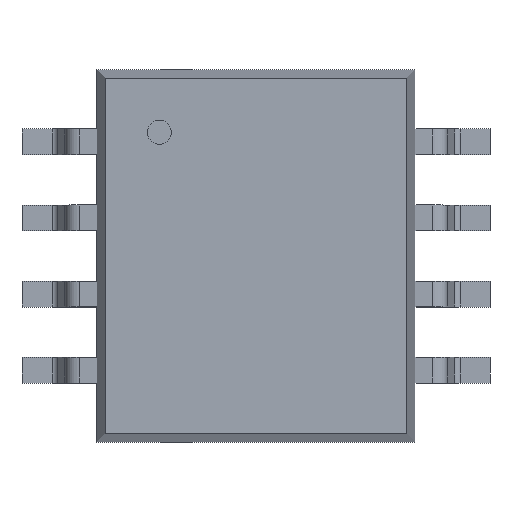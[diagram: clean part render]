
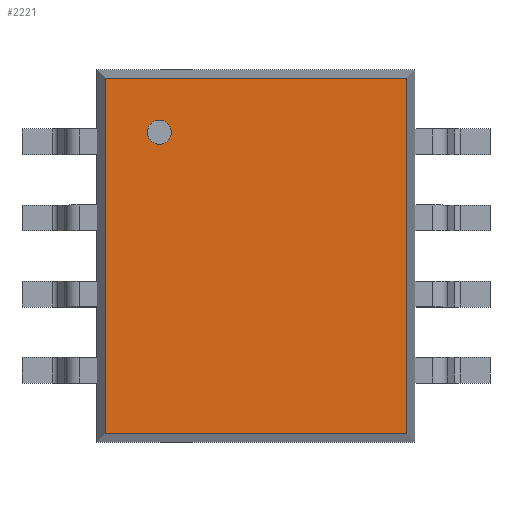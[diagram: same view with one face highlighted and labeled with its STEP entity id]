
A CAD part, top view. The second image highlights one B-rep face of the part: STEP entity #2221.
In plain terms, the highlighted planar face has unit normal (0, 0, 1).
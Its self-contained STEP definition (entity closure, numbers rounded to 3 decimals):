
#27=VECTOR('',#28,1.);
#28=DIRECTION('',(0.,-1.,0.));
#83=VECTOR('',#84,1.);
#84=DIRECTION('',(1.,0.,0.));
#90=VECTOR('',#91,1.);
#91=DIRECTION('',(0.,1.,0.));
#95=VECTOR('',#96,1.);
#96=DIRECTION('',(-1.,0.,0.));
#99=DIRECTION('',(0.,0.,-1.));
#1227=VERTEX_POINT('',#1228);
#1228=CARTESIAN_POINT('',(2.511,2.961,2.));
#1230=ORIENTED_EDGE('',*,*,#1231,.F.);
#1231=EDGE_CURVE('',#1232,#1227,#1234,.T.);
#1232=VERTEX_POINT('',#1233);
#1233=CARTESIAN_POINT('',(2.511,-2.961,2.));
#1234=LINE('',#1233,#90);
#1245=VERTEX_POINT('',#1246);
#1246=CARTESIAN_POINT('',(-2.511,2.961,2.));
#1248=ORIENTED_EDGE('',*,*,#1249,.F.);
#1249=EDGE_CURVE('',#1227,#1245,#1250,.T.);
#1250=LINE('',#1228,#95);
#1271=VERTEX_POINT('',#1272);
#1272=CARTESIAN_POINT('',(-2.511,-2.961,2.));
#1274=ORIENTED_EDGE('',*,*,#1275,.F.);
#1275=EDGE_CURVE('',#1245,#1271,#1276,.T.);
#1276=LINE('',#1246,#27);
#1634=ORIENTED_EDGE('',*,*,#1635,.F.);
#1635=EDGE_CURVE('',#1271,#1232,#1636,.T.);
#1636=LINE('',#1272,#83);
#2221=ADVANCED_FACE('',(#2222,#2224),#2234,.F.);
#2222=FACE_BOUND('',#2223,.F.);
#2223=EDGE_LOOP('',(#1274,#1248,#1230,#1634));
#2224=FACE_BOUND('',#2225,.F.);
#2225=EDGE_LOOP('',(#2226));
#2226=ORIENTED_EDGE('',*,*,#2227,.F.);
#2227=EDGE_CURVE('',#2228,#2228,#2230,.T.);
#2228=VERTEX_POINT('',#2229);
#2229=CARTESIAN_POINT('',(-1.611,1.861,2.));
#2230=CIRCLE('',#2231,0.2);
#2231=AXIS2_PLACEMENT_3D('',#2232,#2233,#28);
#2232=CARTESIAN_POINT('',(-1.611,2.061,2.));
#2233=DIRECTION('',(0.,-0.,-1.));
#2234=PLANE('',#2235);
#2235=AXIS2_PLACEMENT_3D('',#1246,#99,#2236);
#2236=DIRECTION('',(0.647,-0.763,0.));
